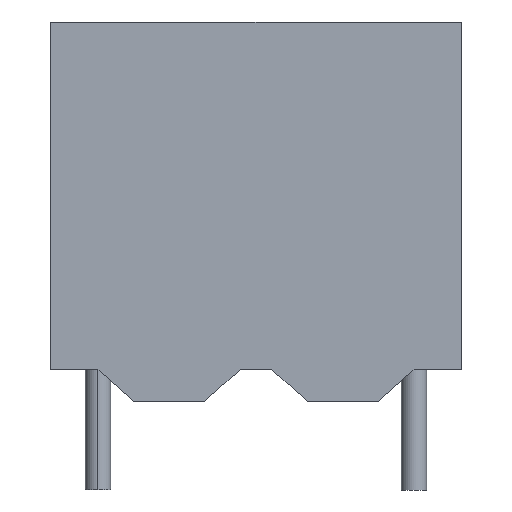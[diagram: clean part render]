
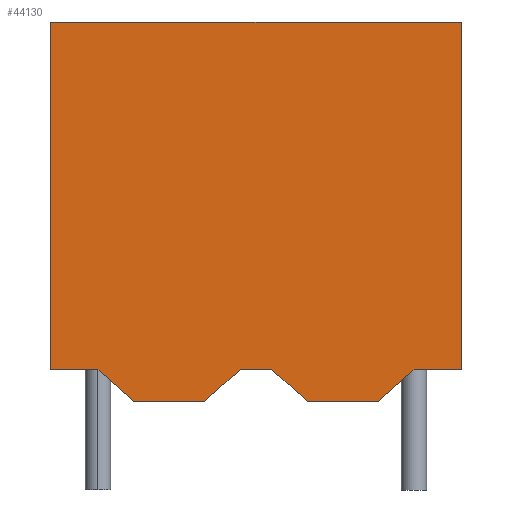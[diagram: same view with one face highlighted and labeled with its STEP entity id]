
A CAD part, left-side view. The second image highlights one B-rep face of the part: STEP entity #44130.
In plain terms, the highlighted planar face has unit normal (-1, 0, 0).
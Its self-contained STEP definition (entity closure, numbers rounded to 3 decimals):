
#163 = CARTESIAN_POINT ( 'NONE',  ( 0., 9., 0. ) ) ;
#231 = VECTOR ( 'NONE', #21951, 1000. ) ;
#586 = ORIENTED_EDGE ( 'NONE', *, *, #35036, .F. ) ;
#1257 = VECTOR ( 'NONE', #24752, 1000. ) ;
#1581 = CARTESIAN_POINT ( 'NONE',  ( 0., 2.5, 1. ) ) ;
#2587 = CARTESIAN_POINT ( 'NONE',  ( 0., 7.375, 0. ) ) ;
#2856 = ORIENTED_EDGE ( 'NONE', *, *, #38436, .F. ) ;
#3036 = DIRECTION ( 'NONE',  ( 0., 0.747, -0.664 ) ) ;
#3455 = DIRECTION ( 'NONE',  ( 0., 1., 0. ) ) ;
#3683 = VECTOR ( 'NONE', #9544, 1000. ) ;
#3888 = VECTOR ( 'NONE', #43815, 1000. ) ;
#4308 = CARTESIAN_POINT ( 'NONE',  ( 0., 9.5, 1. ) ) ;
#5052 = VECTOR ( 'NONE', #12841, 1000. ) ;
#6903 = DIRECTION ( 'NONE',  ( 0., 0.747, 0.664 ) ) ;
#7192 = ORIENTED_EDGE ( 'NONE', *, *, #23520, .F. ) ;
#7400 = VERTEX_POINT ( 'NONE', #27123 ) ;
#9480 = VECTOR ( 'NONE', #14854, 1000. ) ;
#9544 = DIRECTION ( 'NONE',  ( 0., 1., 0. ) ) ;
#9633 = ORIENTED_EDGE ( 'NONE', *, *, #21012, .F. ) ;
#9961 = CARTESIAN_POINT ( 'NONE',  ( 0., 15.5, 1. ) ) ;
#10565 = VERTEX_POINT ( 'NONE', #39527 ) ;
#10736 = EDGE_CURVE ( 'NONE', #31555, #23466, #36308, .T. ) ;
#12606 = VERTEX_POINT ( 'NONE', #2587 ) ;
#12805 = LINE ( 'NONE', #1581, #3683 ) ;
#12841 = DIRECTION ( 'NONE',  ( 0., 1., 0. ) ) ;
#13552 = VECTOR ( 'NONE', #21465, 1000. ) ;
#13572 = ORIENTED_EDGE ( 'NONE', *, *, #10736, .F. ) ;
#14854 = DIRECTION ( 'NONE',  ( 0., 1., 0. ) ) ;
#15104 = VECTOR ( 'NONE', #3455, 1000. ) ;
#16959 = CARTESIAN_POINT ( 'NONE',  ( 0., 9.5, 1. ) ) ;
#17491 = EDGE_CURVE ( 'NONE', #23791, #10565, #26314, .T. ) ;
#18020 = EDGE_CURVE ( 'NONE', #26967, #30574, #23620, .T. ) ;
#18203 = CARTESIAN_POINT ( 'NONE',  ( 0., 15.5, 6.179 ) ) ;
#18551 = LINE ( 'NONE', #42089, #9480 ) ;
#18718 = VERTEX_POINT ( 'NONE', #28638 ) ;
#19060 = EDGE_CURVE ( 'NONE', #21817, #7400, #33003, .T. ) ;
#20391 = CARTESIAN_POINT ( 'NONE',  ( 0., 4., 1. ) ) ;
#21012 = EDGE_CURVE ( 'NONE', #7400, #23791, #12805, .T. ) ;
#21465 = DIRECTION ( 'NONE',  ( 0., 0., 1. ) ) ;
#21817 = VERTEX_POINT ( 'NONE', #27878 ) ;
#21951 = DIRECTION ( 'NONE',  ( 0., 0.747, -0.664 ) ) ;
#23466 = VERTEX_POINT ( 'NONE', #41034 ) ;
#23520 = EDGE_CURVE ( 'NONE', #23466, #26967, #30561, .T. ) ;
#23620 = LINE ( 'NONE', #18203, #13552 ) ;
#23791 = VERTEX_POINT ( 'NONE', #23828 ) ;
#23828 = CARTESIAN_POINT ( 'NONE',  ( 0., 4., 1. ) ) ;
#23933 = ORIENTED_EDGE ( 'NONE', *, *, #18020, .F. ) ;
#23944 = EDGE_CURVE ( 'NONE', #12606, #31140, #31023, .T. ) ;
#24113 = LINE ( 'NONE', #163, #15104 ) ;
#24606 = CARTESIAN_POINT ( 'NONE',  ( 0., 2.5, 1. ) ) ;
#24744 = VECTOR ( 'NONE', #33431, 1000. ) ;
#24752 = DIRECTION ( 'NONE',  ( 0., 1., 0. ) ) ;
#25541 = EDGE_CURVE ( 'NONE', #31140, #42757, #31104, .T. ) ;
#25610 = ORIENTED_EDGE ( 'NONE', *, *, #19060, .F. ) ;
#26314 = LINE ( 'NONE', #20391, #231 ) ;
#26967 = VERTEX_POINT ( 'NONE', #9961 ) ;
#27123 = CARTESIAN_POINT ( 'NONE',  ( 0., 2.5, 1. ) ) ;
#27240 = CARTESIAN_POINT ( 'NONE',  ( 0., 12.875, 0. ) ) ;
#27259 = CARTESIAN_POINT ( 'NONE',  ( 0., 2.5, 6.179 ) ) ;
#27305 = ORIENTED_EDGE ( 'NONE', *, *, #17491, .F. ) ;
#27756 = VECTOR ( 'NONE', #6903, 1000. ) ;
#27878 = CARTESIAN_POINT ( 'NONE',  ( 0., 2.5, 12. ) ) ;
#28444 = LINE ( 'NONE', #40920, #24744 ) ;
#28638 = CARTESIAN_POINT ( 'NONE',  ( 0., 10.625, 0. ) ) ;
#28674 = EDGE_CURVE ( 'NONE', #30574, #21817, #28444, .T. ) ;
#29230 = EDGE_CURVE ( 'NONE', #18718, #31555, #24113, .T. ) ;
#29587 = ORIENTED_EDGE ( 'NONE', *, *, #25541, .F. ) ;
#30561 = LINE ( 'NONE', #24606, #1257 ) ;
#30574 = VERTEX_POINT ( 'NONE', #38488 ) ;
#30578 = CARTESIAN_POINT ( 'NONE',  ( 0., 12.875, 0. ) ) ;
#31023 = LINE ( 'NONE', #33798, #3888 ) ;
#31104 = LINE ( 'NONE', #36916, #5052 ) ;
#31140 = VERTEX_POINT ( 'NONE', #34681 ) ;
#31555 = VERTEX_POINT ( 'NONE', #30578 ) ;
#32267 = EDGE_LOOP ( 'NONE', ( #9633, #25610, #42404, #23933, #7192, #13572, #36966, #2856, #29587, #38603, #586, #27305 ) ) ;
#33003 = LINE ( 'NONE', #27259, #43732 ) ;
#33431 = DIRECTION ( 'NONE',  ( 0., -1., 0. ) ) ;
#33798 = CARTESIAN_POINT ( 'NONE',  ( 0., 7.375, 0. ) ) ;
#33894 = VECTOR ( 'NONE', #3036, 1000. ) ;
#34559 = CARTESIAN_POINT ( 'NONE',  ( 0., 9., 6.179 ) ) ;
#34681 = CARTESIAN_POINT ( 'NONE',  ( 0., 8.5, 1. ) ) ;
#34708 = DIRECTION ( 'NONE',  ( 0., 0., -1. ) ) ;
#35036 = EDGE_CURVE ( 'NONE', #10565, #12606, #18551, .T. ) ;
#35141 = PLANE ( 'NONE',  #38887 ) ;
#36308 = LINE ( 'NONE', #27240, #27756 ) ;
#36916 = CARTESIAN_POINT ( 'NONE',  ( 0., 2.5, 1. ) ) ;
#36966 = ORIENTED_EDGE ( 'NONE', *, *, #29230, .F. ) ;
#37598 = DIRECTION ( 'NONE',  ( 0., 0., -1. ) ) ;
#38436 = EDGE_CURVE ( 'NONE', #42757, #18718, #42990, .T. ) ;
#38488 = CARTESIAN_POINT ( 'NONE',  ( 0., 15.5, 12. ) ) ;
#38603 = ORIENTED_EDGE ( 'NONE', *, *, #23944, .F. ) ;
#38887 = AXIS2_PLACEMENT_3D ( 'NONE', #34559, #41450, #34708 ) ;
#39527 = CARTESIAN_POINT ( 'NONE',  ( 0., 5.125, 0. ) ) ;
#40920 = CARTESIAN_POINT ( 'NONE',  ( 0., 9., 12. ) ) ;
#41034 = CARTESIAN_POINT ( 'NONE',  ( 0., 14., 1. ) ) ;
#41450 = DIRECTION ( 'NONE',  ( 1., 0., 0. ) ) ;
#42089 = CARTESIAN_POINT ( 'NONE',  ( 0., 9., 0. ) ) ;
#42404 = ORIENTED_EDGE ( 'NONE', *, *, #28674, .F. ) ;
#42757 = VERTEX_POINT ( 'NONE', #4308 ) ;
#42990 = LINE ( 'NONE', #16959, #33894 ) ;
#43540 = FACE_OUTER_BOUND ( 'NONE', #32267, .T. ) ;
#43732 = VECTOR ( 'NONE', #37598, 1000. ) ;
#43815 = DIRECTION ( 'NONE',  ( 0., 0.747, 0.664 ) ) ;
#44130 = ADVANCED_FACE ( 'NONE', ( #43540 ), #35141, .F. ) ;
